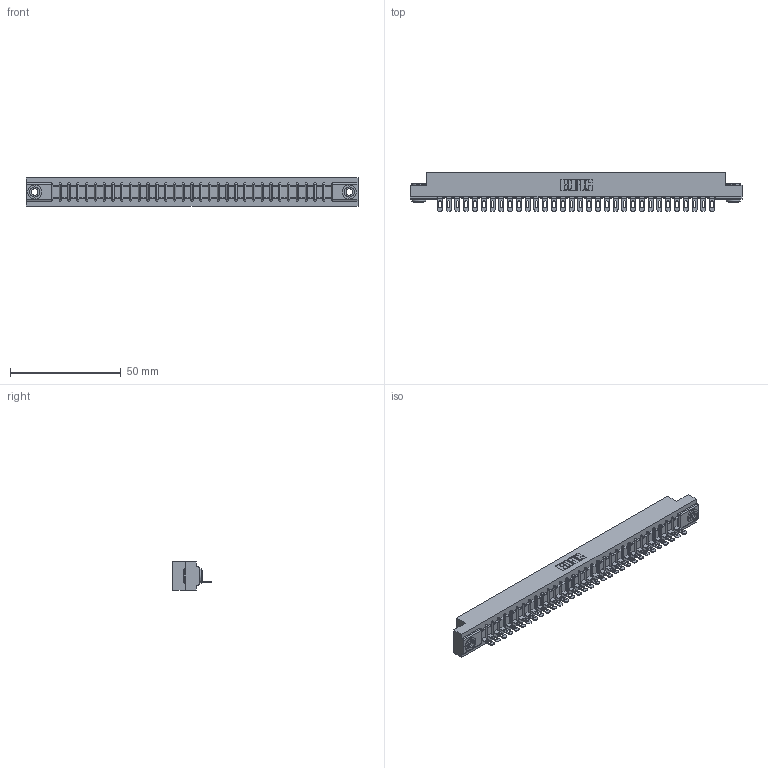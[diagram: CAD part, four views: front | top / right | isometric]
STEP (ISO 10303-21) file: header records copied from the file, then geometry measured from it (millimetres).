
FILE_DESCRIPTION (( 'STEP AP203' ), '1' );
FILE_NAME ('307-032-501-103.STEP', '2018-08-04T21:47:21', ( '' ), ( '' ), 'SwSTEP 2.0', 'SolidWorks 2016', '' );
FILE_SCHEMA (( 'CONFIG_CONTROL_DESIGN' ));
Length unit declared in the file: inch
Products named in the file (4): 307 Part_.156 Dia Mounting Holes; 307-290-002_501; 345-250-002_345-250-002-102; 307-032-501-103
Assembly tree (35 placements, depth 2):
  307-032-501-103
    307 Part_.156 Dia Mounting Holes
    307-290-002_501  x32
    345-250-002_345-250-002-102  x2
Bounding box: 149.81 x 17.42 x 12.7 mm (x, y, z)
Volume: 15986.1 mm3; surface area: 20346.7 mm2
Topology: 35 solids, 35 shells, 2635 faces, 8051 edges, 5274 vertices
Faces by surface type: plane 1502, cylinder 1059, sphere 66, cone 8
Entity records: 30525 total; most frequent: CARTESIAN_POINT 5125, ORIENTED_EDGE 5106, DIRECTION 5003, EDGE_CURVE 2553, LINE 1939, VECTOR 1939, VERTEX_POINT 1654, AXIS2_PLACEMENT_3D 1532
